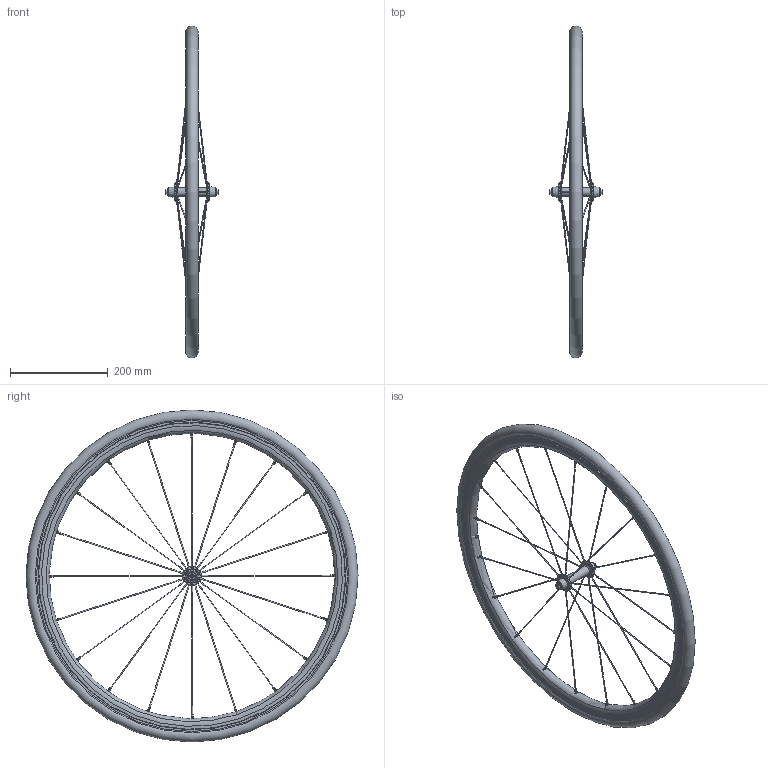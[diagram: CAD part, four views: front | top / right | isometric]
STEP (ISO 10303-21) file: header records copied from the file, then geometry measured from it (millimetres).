
FILE_DESCRIPTION(/* description */ (''),/* implementation_level */ '2;1');
FILE_NAME(/* name */ 'front.stp',/* time_stamp */ '2019-05-11T12:56:30+03:00',/* author */ ('moroz'),/* organization */ (''),/* preprocessor_version */ 'ST-DEVELOPER v16.5',/* originating_system */ 'Autodesk Inventor 2017',/* authorisation */ '');
FILE_SCHEMA (('AUTOMOTIVE_DESIGN { 1 0 10303 214 3 1 1 }'));
Length unit declared in the file: millimetre
Products named in the file (6): front; R13 front; DT Swiss 1800 rim; DT Competition J; nipple; резина 25с
Assembly tree (43 placements, depth 2):
  front
    R13 front
    DT Swiss 1800 rim
    DT Competition J  x20
    nipple  x20
    резина 25с
Bounding box: 108 x 679.96 x 679.96 mm (x, y, z)
Volume: 1972389.5 mm3; surface area: 433248.4 mm2
Topology: 43 solids, 43 shells, 855 faces, 2061 edges, 1338 vertices
Faces by surface type: plane 414, cylinder 256, torus 83, cone 82, bspline 20
Full cylindrical faces by diameter (mm): 1.5 x20, 2 x80, 2.2 x20, 2.5 x20, 3.9 x20, 4 x20, 5 x1, 6 x1, 7 x20, 9 x2, 16 x2, 18 x1, 38 x2, 619 x3, 627 x2, 630 x2
Entity records: 6576 total; most frequent: CARTESIAN_POINT 2755, DIRECTION 796, ORIENTED_EDGE 484, EDGE_LOOP 405, AXIS2_PLACEMENT_3D 386, EDGE_CURVE 242, FACE_BOUND 234, VERTEX_POINT 225
